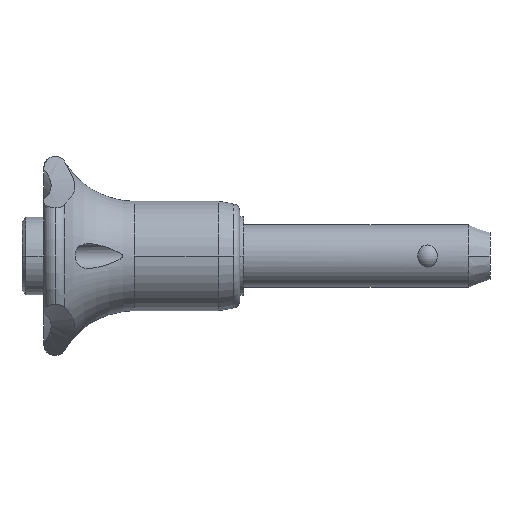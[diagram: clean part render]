
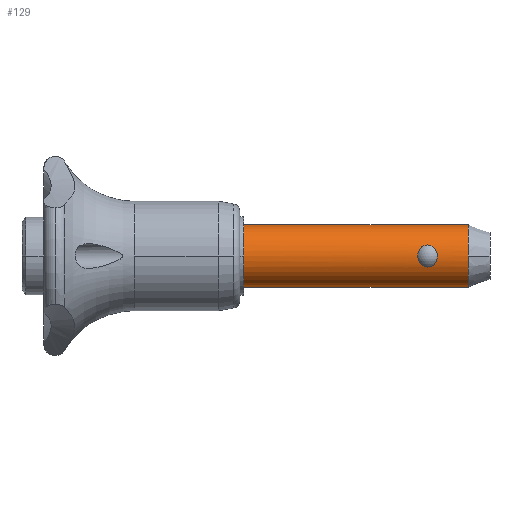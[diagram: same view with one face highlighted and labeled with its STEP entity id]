
A CAD part, left-side view. The second image highlights one B-rep face of the part: STEP entity #129.
In plain terms, the highlighted cylindrical face has radius 3.175 mm (diameter 6.35 mm), a partial arc.
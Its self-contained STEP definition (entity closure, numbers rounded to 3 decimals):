
#129=ADVANCED_FACE('',(#279,#280),#281,.T.);
#279=FACE_OUTER_BOUND('',#451,.T.);
#280=FACE_BOUND('',#452,.T.);
#281=CYLINDRICAL_SURFACE('',#453,3.175);
#451=EDGE_LOOP('',(#785,#786,#787,#788,#789));
#452=EDGE_LOOP('',(#790,#791));
#453=AXIS2_PLACEMENT_3D('',#792,#793,#794);
#785=ORIENTED_EDGE('',*,*,#1197,.F.);
#786=ORIENTED_EDGE('',*,*,#1163,.T.);
#787=ORIENTED_EDGE('',*,*,#1198,.T.);
#788=ORIENTED_EDGE('',*,*,#1199,.F.);
#789=ORIENTED_EDGE('',*,*,#1200,.F.);
#790=ORIENTED_EDGE('',*,*,#1117,.T.);
#791=ORIENTED_EDGE('',*,*,#1118,.T.);
#792=CARTESIAN_POINT('',(0.,-12.573,0.0));
#793=DIRECTION('',(0.,1.0,0.0));
#794=DIRECTION('',(0.0,0.0,-1.0));
#1117=EDGE_CURVE('',#1370,#1371,#1372,.T.);
#1118=EDGE_CURVE('',#1371,#1370,#1373,.T.);
#1163=EDGE_CURVE('',#1447,#1445,#1448,.T.);
#1197=EDGE_CURVE('',#1447,#1495,#1496,.T.);
#1198=EDGE_CURVE('',#1445,#1497,#1498,.T.);
#1199=EDGE_CURVE('',#1499,#1497,#1500,.T.);
#1200=EDGE_CURVE('',#1495,#1499,#1501,.T.);
#1370=VERTEX_POINT('',#2139);
#1371=VERTEX_POINT('',#2140);
#1372=B_SPLINE_CURVE_WITH_KNOTS('',3,(#2141,#2142,#2143,#2144,#2145,#2146,#2147,#2148,#2149,#2150,#2151,#2152,#2153,#2154,#2155,#2156,#2157,#2158,#2159,#2160,#2161,#2162,#2163,#2164,#2165,#2166),.UNSPECIFIED.,.F.,.F.,(4,2,2,2,2,2,2,2,2,2,2,2,4),(0.0,0.342,0.684,0.852,1.02,1.311,1.601,1.892,2.183,2.351,2.519,2.861,3.203),.UNSPECIFIED.);
#1373=B_SPLINE_CURVE_WITH_KNOTS('',3,(#2167,#2168,#2169,#2170,#2171,#2172,#2173,#2174,#2175,#2176,#2177,#2178,#2179,#2180,#2181,#2182,#2183,#2184,#2185,#2186,#2187,#2188,#2189,#2190,#2191,#2192),.UNSPECIFIED.,.F.,.F.,(4,2,2,2,2,2,2,2,2,2,2,2,4),(3.203,3.545,3.887,4.055,4.223,4.514,4.804,5.095,5.386,5.554,5.722,6.064,6.406),.UNSPECIFIED.);
#1445=VERTEX_POINT('',#3056);
#1447=VERTEX_POINT('',#3059);
#1448=CIRCLE('',#3060,3.175);
#1495=VERTEX_POINT('',#3357);
#1496=LINE('',#3358,#3359);
#1497=VERTEX_POINT('',#3360);
#1498=CIRCLE('',#3361,3.175);
#1499=VERTEX_POINT('',#3362);
#1500=LINE('',#3363,#3364);
#1501=CIRCLE('',#3365,3.175);
#2139=CARTESIAN_POINT('',(-2.97,-18.776,1.123));
#2140=CARTESIAN_POINT('',(-2.97,-18.776,-1.123));
#2141=CARTESIAN_POINT('',(-2.97,-18.776,1.123));
#2142=CARTESIAN_POINT('',(-2.97,-18.89,1.123));
#2143=CARTESIAN_POINT('',(-2.979,-19.011,1.1));
#2144=CARTESIAN_POINT('',(-3.011,-19.234,1.01));
#2145=CARTESIAN_POINT('',(-3.033,-19.336,0.942));
#2146=CARTESIAN_POINT('',(-3.065,-19.458,0.828));
#2147=CARTESIAN_POINT('',(-3.077,-19.498,0.783));
#2148=CARTESIAN_POINT('',(-3.1,-19.571,0.687));
#2149=CARTESIAN_POINT('',(-3.111,-19.603,0.636));
#2150=CARTESIAN_POINT('',(-3.136,-19.675,0.503));
#2151=CARTESIAN_POINT('',(-3.151,-19.712,0.405));
#2152=CARTESIAN_POINT('',(-3.17,-19.762,0.202));
#2153=CARTESIAN_POINT('',(-3.175,-19.773,0.097));
#2154=CARTESIAN_POINT('',(-3.175,-19.773,-0.097));
#2155=CARTESIAN_POINT('',(-3.17,-19.762,-0.202));
#2156=CARTESIAN_POINT('',(-3.151,-19.712,-0.405));
#2157=CARTESIAN_POINT('',(-3.136,-19.675,-0.503));
#2158=CARTESIAN_POINT('',(-3.111,-19.603,-0.636));
#2159=CARTESIAN_POINT('',(-3.1,-19.571,-0.687));
#2160=CARTESIAN_POINT('',(-3.077,-19.498,-0.783));
#2161=CARTESIAN_POINT('',(-3.065,-19.458,-0.828));
#2162=CARTESIAN_POINT('',(-3.033,-19.336,-0.942));
#2163=CARTESIAN_POINT('',(-3.011,-19.234,-1.01));
#2164=CARTESIAN_POINT('',(-2.979,-19.011,-1.1));
#2165=CARTESIAN_POINT('',(-2.97,-18.89,-1.123));
#2166=CARTESIAN_POINT('',(-2.97,-18.776,-1.123));
#2167=CARTESIAN_POINT('',(-2.97,-18.776,-1.123));
#2168=CARTESIAN_POINT('',(-2.97,-18.662,-1.123));
#2169=CARTESIAN_POINT('',(-2.979,-18.541,-1.1));
#2170=CARTESIAN_POINT('',(-3.011,-18.319,-1.01));
#2171=CARTESIAN_POINT('',(-3.033,-18.217,-0.942));
#2172=CARTESIAN_POINT('',(-3.065,-18.095,-0.828));
#2173=CARTESIAN_POINT('',(-3.077,-18.055,-0.783));
#2174=CARTESIAN_POINT('',(-3.1,-17.982,-0.687));
#2175=CARTESIAN_POINT('',(-3.111,-17.949,-0.636));
#2176=CARTESIAN_POINT('',(-3.136,-17.878,-0.503));
#2177=CARTESIAN_POINT('',(-3.151,-17.841,-0.405));
#2178=CARTESIAN_POINT('',(-3.17,-17.791,-0.202));
#2179=CARTESIAN_POINT('',(-3.175,-17.78,-0.097));
#2180=CARTESIAN_POINT('',(-3.175,-17.78,0.097));
#2181=CARTESIAN_POINT('',(-3.17,-17.791,0.202));
#2182=CARTESIAN_POINT('',(-3.151,-17.841,0.405));
#2183=CARTESIAN_POINT('',(-3.136,-17.878,0.503));
#2184=CARTESIAN_POINT('',(-3.111,-17.949,0.636));
#2185=CARTESIAN_POINT('',(-3.1,-17.982,0.687));
#2186=CARTESIAN_POINT('',(-3.077,-18.055,0.783));
#2187=CARTESIAN_POINT('',(-3.065,-18.095,0.828));
#2188=CARTESIAN_POINT('',(-3.033,-18.217,0.942));
#2189=CARTESIAN_POINT('',(-3.011,-18.319,1.01));
#2190=CARTESIAN_POINT('',(-2.979,-18.541,1.1));
#2191=CARTESIAN_POINT('',(-2.97,-18.662,1.123));
#2192=CARTESIAN_POINT('',(-2.97,-18.776,1.123));
#3056=CARTESIAN_POINT('',(-3.175,-22.936,0.));
#3059=CARTESIAN_POINT('',(0.,-22.936,-3.175));
#3060=AXIS2_PLACEMENT_3D('',#3861,#3862,#3863);
#3357=CARTESIAN_POINT('',(0.,0.0,-3.175));
#3358=CARTESIAN_POINT('',(0.,-12.573,-3.175));
#3359=VECTOR('',#3897,1.0);
#3360=CARTESIAN_POINT('',(0.,-22.936,3.175));
#3361=AXIS2_PLACEMENT_3D('',#3898,#3899,#3900);
#3362=CARTESIAN_POINT('',(0.,0.,3.175));
#3363=CARTESIAN_POINT('',(0.,-12.573,3.175));
#3364=VECTOR('',#3901,1.0);
#3365=AXIS2_PLACEMENT_3D('',#3902,#3903,#3904);
#3861=CARTESIAN_POINT('',(0.,-22.936,0.0));
#3862=DIRECTION('',(0.,1.0,0.));
#3863=DIRECTION('',(0.,0.,-1.0));
#3897=DIRECTION('',(0.,1.0,0.0));
#3898=CARTESIAN_POINT('',(0.,-22.936,0.0));
#3899=DIRECTION('',(0.,1.0,0.));
#3900=DIRECTION('',(0.,0.,-1.0));
#3901=DIRECTION('',(0.,-1.0,-0.0));
#3902=CARTESIAN_POINT('',(0.,0.0,0.0));
#3903=DIRECTION('',(0.,1.0,0.0));
#3904=DIRECTION('',(0.0,0.0,-1.0));
